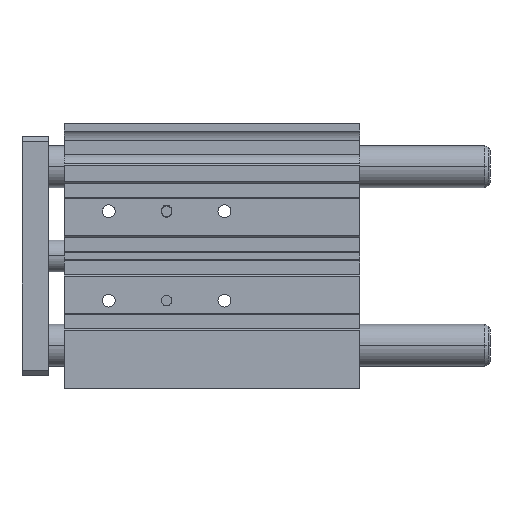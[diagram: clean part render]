
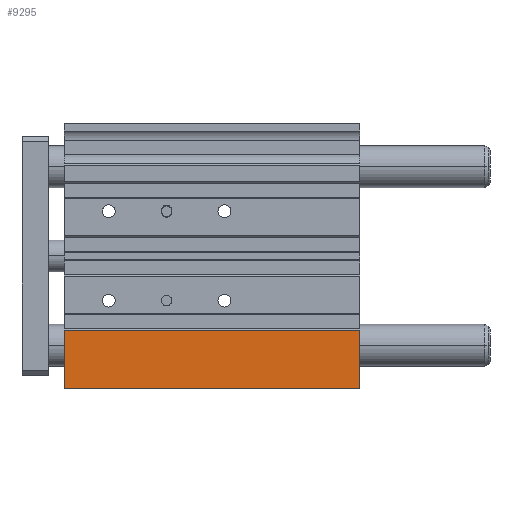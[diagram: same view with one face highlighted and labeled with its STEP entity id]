
A CAD part, top view. The second image highlights one B-rep face of the part: STEP entity #9295.
In plain terms, the highlighted planar face has unit normal (0, 0, 1).
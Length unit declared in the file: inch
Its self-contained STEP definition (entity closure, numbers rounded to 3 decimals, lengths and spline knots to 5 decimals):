
#582 = DIRECTION ( 'NONE',  ( 0., 0., -1. ) ) ;
#1062 = EDGE_CURVE ( 'NONE', #7118, #6406, #3772, .T. ) ;
#1354 = EDGE_LOOP ( 'NONE', ( #2317, #11542, #8037, #4420 ) ) ;
#2317 = ORIENTED_EDGE ( 'NONE', *, *, #9374, .T. ) ;
#2873 = VERTEX_POINT ( 'NONE', #5242 ) ;
#2931 = LINE ( 'NONE', #8448, #5370 ) ;
#3110 = PLANE ( 'NONE',  #11086 ) ;
#3772 = LINE ( 'NONE', #7372, #11685 ) ;
#3785 = EDGE_CURVE ( 'NONE', #6406, #2873, #2931, .T. ) ;
#3813 = CARTESIAN_POINT ( 'NONE',  ( 4.42913, -1.11024, 0.82677 ) ) ;
#4420 = ORIENTED_EDGE ( 'NONE', *, *, #5677, .T. ) ;
#5242 = CARTESIAN_POINT ( 'NONE',  ( 0., -1.98819, 0.82677 ) ) ;
#5370 = VECTOR ( 'NONE', #6588, 39.37008 ) ;
#5677 = EDGE_CURVE ( 'NONE', #7118, #6842, #6802, .T. ) ;
#5905 = CARTESIAN_POINT ( 'NONE',  ( 4.42913, -1.11024, 0.82677 ) ) ;
#5940 = DIRECTION ( 'NONE',  ( -1., 0., 0. ) ) ;
#6406 = VERTEX_POINT ( 'NONE', #10098 ) ;
#6588 = DIRECTION ( 'NONE',  ( -1., 0., 0. ) ) ;
#6802 = LINE ( 'NONE', #9444, #8750 ) ;
#6842 = VERTEX_POINT ( 'NONE', #10984 ) ;
#7118 = VERTEX_POINT ( 'NONE', #3813 ) ;
#7372 = CARTESIAN_POINT ( 'NONE',  ( 4.42913, -1.11024, 0.82677 ) ) ;
#7712 = LINE ( 'NONE', #11486, #7827 ) ;
#7827 = VECTOR ( 'NONE', #10486, 39.37008 ) ;
#8037 = ORIENTED_EDGE ( 'NONE', *, *, #1062, .F. ) ;
#8448 = CARTESIAN_POINT ( 'NONE',  ( 4.42913, -1.98819, 0.82677 ) ) ;
#8560 = FACE_OUTER_BOUND ( 'NONE', #1354, .T. ) ;
#8738 = DIRECTION ( 'NONE',  ( 0., -1., 0. ) ) ;
#8750 = VECTOR ( 'NONE', #5940, 39.37008 ) ;
#9295 = ADVANCED_FACE ( 'NONE', ( #8560 ), #3110, .F. ) ;
#9374 = EDGE_CURVE ( 'NONE', #6842, #2873, #7712, .T. ) ;
#9444 = CARTESIAN_POINT ( 'NONE',  ( 4.42913, -1.11024, 0.82677 ) ) ;
#10098 = CARTESIAN_POINT ( 'NONE',  ( 4.42913, -1.98819, 0.82677 ) ) ;
#10486 = DIRECTION ( 'NONE',  ( 0., -1., 0. ) ) ;
#10984 = CARTESIAN_POINT ( 'NONE',  ( 0., -1.11024, 0.82677 ) ) ;
#11038 = DIRECTION ( 'NONE',  ( 0., -1., 0. ) ) ;
#11086 = AXIS2_PLACEMENT_3D ( 'NONE', #5905, #582, #8738 ) ;
#11486 = CARTESIAN_POINT ( 'NONE',  ( 0., -1.11024, 0.82677 ) ) ;
#11542 = ORIENTED_EDGE ( 'NONE', *, *, #3785, .F. ) ;
#11685 = VECTOR ( 'NONE', #11038, 39.37008 ) ;
